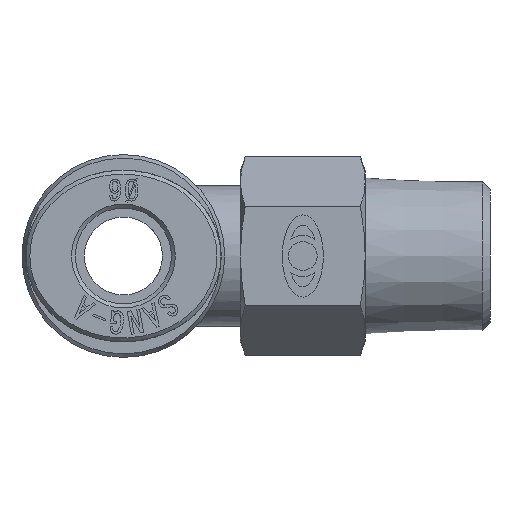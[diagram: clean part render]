
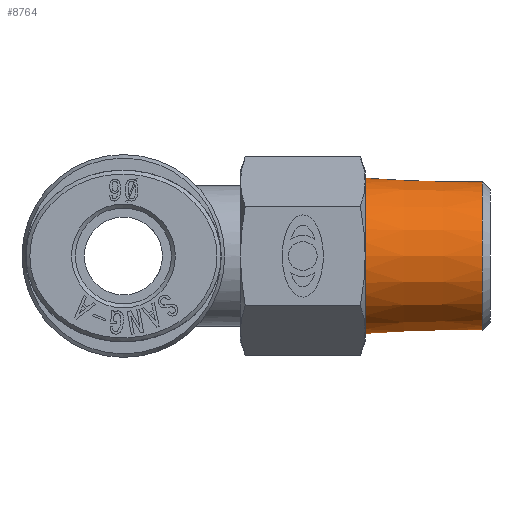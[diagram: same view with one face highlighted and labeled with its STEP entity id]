
A CAD part, left-side view. The second image highlights one B-rep face of the part: STEP entity #8764.
In plain terms, the highlighted conical face has half-angle 1.79 degrees and reference radius 4.865 mm.
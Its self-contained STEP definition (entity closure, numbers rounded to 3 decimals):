
#8713=CARTESIAN_POINT('',(-4.756,-15.5,0.));
#8714=VERTEX_POINT('',#8713);
#8715=CARTESIAN_POINT('',(0.0,-15.5,0.));
#8716=DIRECTION('',(0.0,-1.0,0.0));
#8717=DIRECTION('',(1.0,0.0,0.0));
#8718=AXIS2_PLACEMENT_3D('',#8715,#8716,#8717);
#8719=CIRCLE('',#8718,4.756);
#8720=EDGE_CURVE('',#8714,#8714,#8719,.T.);
#8745=CARTESIAN_POINT('',(0.0,-12.,0.0));
#8746=DIRECTION('',(0.0,1.0,0.0));
#8747=DIRECTION('',(-1.0,0.0,0.0));
#8748=AXIS2_PLACEMENT_3D('',#8745,#8746,#8747);
#8749=CONICAL_SURFACE('',#8748,4.865,1.79);
#8750=CARTESIAN_POINT('',(-4.99,-8.,0.0));
#8751=VERTEX_POINT('',#8750);
#8752=CARTESIAN_POINT('',(0.0,-8.,0.0));
#8753=DIRECTION('',(0.0,1.0,0.0));
#8754=DIRECTION('',(-1.0,0.0,0.0));
#8755=AXIS2_PLACEMENT_3D('',#8752,#8753,#8754);
#8756=CIRCLE('',#8755,4.99);
#8757=EDGE_CURVE('',#8751,#8751,#8756,.T.);
#8758=ORIENTED_EDGE('',*,*,#8757,.F.);
#8759=EDGE_LOOP('',(#8758));
#8760=FACE_OUTER_BOUND('',#8759,.T.);
#8761=ORIENTED_EDGE('',*,*,#8720,.F.);
#8762=EDGE_LOOP('',(#8761));
#8763=FACE_BOUND('',#8762,.T.);
#8764=ADVANCED_FACE('',(#8760,#8763),#8749,.T.);
